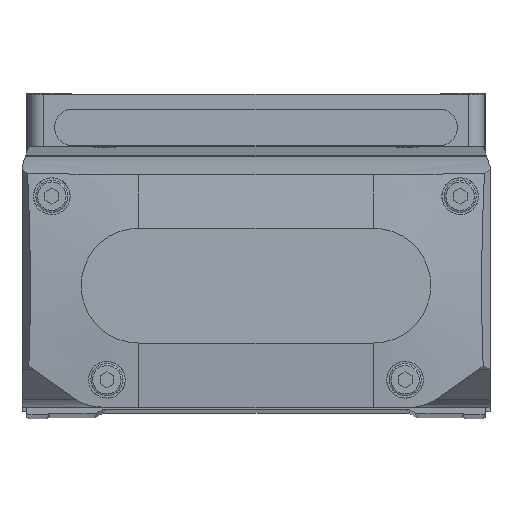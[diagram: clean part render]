
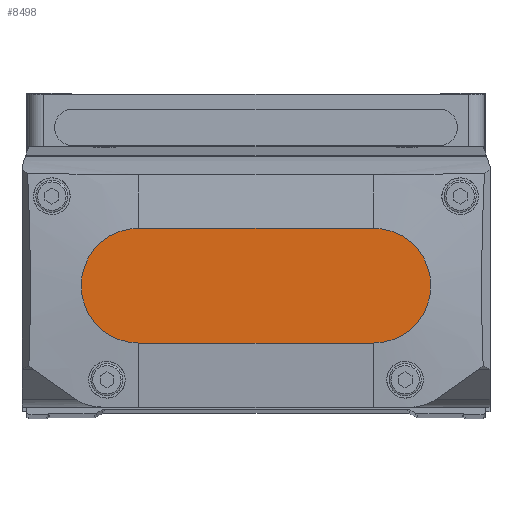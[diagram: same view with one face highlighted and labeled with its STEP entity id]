
A CAD part, top view. The second image highlights one B-rep face of the part: STEP entity #8498.
In plain terms, the highlighted planar face has unit normal (0, 0, 1).
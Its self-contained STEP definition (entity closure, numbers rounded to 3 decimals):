
#488=CIRCLE('',#9966,12.5);
#489=CIRCLE('',#9968,12.5);
#1196=ORIENTED_EDGE('',*,*,#3293,.F.);
#1197=ORIENTED_EDGE('',*,*,#3439,.F.);
#1198=ORIENTED_EDGE('',*,*,#3301,.F.);
#1199=ORIENTED_EDGE('',*,*,#3438,.T.);
#3293=EDGE_CURVE('',#4443,#4444,#488,.T.);
#3301=EDGE_CURVE('',#4451,#4452,#489,.T.);
#3438=EDGE_CURVE('',#4451,#4444,#5269,.T.);
#3439=EDGE_CURVE('',#4452,#4443,#5270,.T.);
#4443=VERTEX_POINT('',#13970);
#4444=VERTEX_POINT('',#13972);
#4451=VERTEX_POINT('',#14018);
#4452=VERTEX_POINT('',#14020);
#5269=LINE('',#14310,#6013);
#5270=LINE('',#14312,#6014);
#6013=VECTOR('',#11353,1000.);
#6014=VECTOR('',#11356,1000.);
#6650=EDGE_LOOP('',(#1196,#1197,#1198,#1199));
#7430=FACE_BOUND('',#6650,.T.);
#8185=PLANE('',#10058);
#8498=ADVANCED_FACE('',(#7430),#8185,.F.);
#9966=AXIS2_PLACEMENT_3D('',#13971,#11104,#11105);
#9968=AXIS2_PLACEMENT_3D('',#14019,#11110,#11111);
#10058=AXIS2_PLACEMENT_3D('',#14313,#11357,#11358);
#11104=DIRECTION('',(0.,0.,-1.));
#11105=DIRECTION('',(-1.,0.,0.));
#11110=DIRECTION('',(0.,0.,-1.));
#11111=DIRECTION('',(-1.,0.,0.));
#11353=DIRECTION('',(-1.,0.,0.));
#11356=DIRECTION('',(-1.,0.,0.));
#11357=DIRECTION('',(0.,0.,-1.));
#11358=DIRECTION('',(-1.,0.,0.));
#13970=CARTESIAN_POINT('',(-25.6,15.5,62.5));
#13971=CARTESIAN_POINT('',(-25.6,28.,62.5));
#13972=CARTESIAN_POINT('',(-25.6,40.5,62.5));
#14018=CARTESIAN_POINT('',(25.6,40.5,62.5));
#14019=CARTESIAN_POINT('',(25.6,28.,62.5));
#14020=CARTESIAN_POINT('',(25.6,15.5,62.5));
#14310=CARTESIAN_POINT('',(51.,40.5,62.5));
#14312=CARTESIAN_POINT('',(51.,15.5,62.5));
#14313=CARTESIAN_POINT('',(51.,51.809,62.5));
